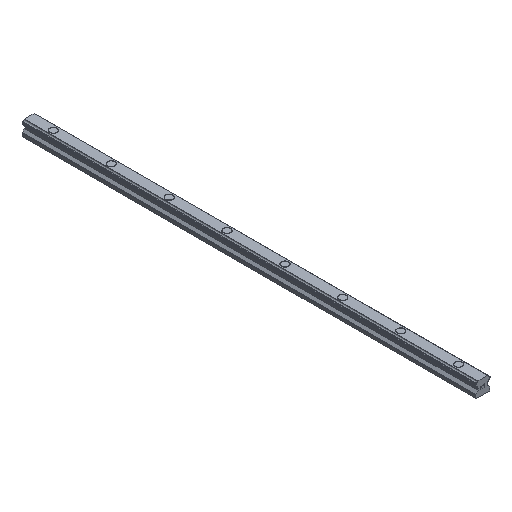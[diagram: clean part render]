
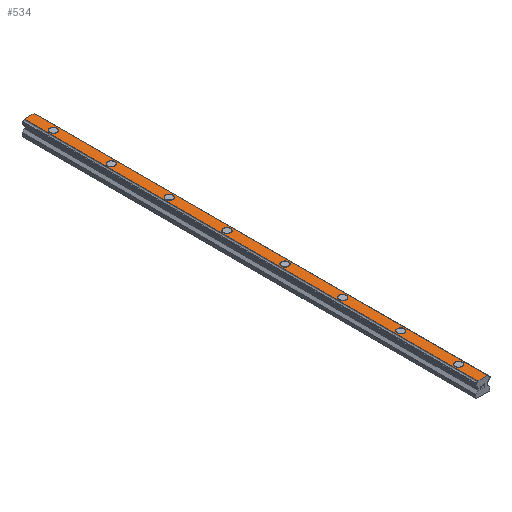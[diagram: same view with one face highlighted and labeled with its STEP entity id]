
A CAD part, isometric view. The second image highlights one B-rep face of the part: STEP entity #534.
In plain terms, the highlighted planar face has unit normal (0, 0, 1).
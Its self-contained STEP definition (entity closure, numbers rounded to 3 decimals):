
#534=ADVANCED_FACE('',(#1099,#1100,#1101,#1102,#1103,#1104,#1105,#1106,#1107),#1108,.T.);
#1099=FACE_BOUND('',#1696,.T.);
#1100=FACE_BOUND('',#1697,.T.);
#1101=FACE_BOUND('',#1698,.T.);
#1102=FACE_BOUND('',#1699,.T.);
#1103=FACE_BOUND('',#1700,.T.);
#1104=FACE_BOUND('',#1701,.T.);
#1105=FACE_BOUND('',#1702,.T.);
#1106=FACE_BOUND('',#1703,.T.);
#1107=FACE_OUTER_BOUND('',#1704,.T.);
#1108=PLANE('',#1705);
#1696=EDGE_LOOP('',(#3242,#3243));
#1697=EDGE_LOOP('',(#3244,#3245));
#1698=EDGE_LOOP('',(#3246,#3247));
#1699=EDGE_LOOP('',(#3248,#3249));
#1700=EDGE_LOOP('',(#3250,#3251));
#1701=EDGE_LOOP('',(#3252,#3253));
#1702=EDGE_LOOP('',(#3254,#3255));
#1703=EDGE_LOOP('',(#3256,#3257));
#1704=EDGE_LOOP('',(#3258,#3259,#3260,#3261));
#1705=AXIS2_PLACEMENT_3D('',#3262,#3263,#3264);
#3242=ORIENTED_EDGE('',*,*,#3559,.T.);
#3243=ORIENTED_EDGE('',*,*,#3993,.T.);
#3244=ORIENTED_EDGE('',*,*,#3549,.T.);
#3245=ORIENTED_EDGE('',*,*,#3999,.T.);
#3246=ORIENTED_EDGE('',*,*,#3539,.T.);
#3247=ORIENTED_EDGE('',*,*,#4005,.T.);
#3248=ORIENTED_EDGE('',*,*,#3529,.T.);
#3249=ORIENTED_EDGE('',*,*,#4011,.T.);
#3250=ORIENTED_EDGE('',*,*,#3519,.T.);
#3251=ORIENTED_EDGE('',*,*,#4017,.T.);
#3252=ORIENTED_EDGE('',*,*,#3509,.T.);
#3253=ORIENTED_EDGE('',*,*,#4023,.T.);
#3254=ORIENTED_EDGE('',*,*,#3499,.T.);
#3255=ORIENTED_EDGE('',*,*,#4029,.T.);
#3256=ORIENTED_EDGE('',*,*,#3489,.T.);
#3257=ORIENTED_EDGE('',*,*,#4035,.T.);
#3258=ORIENTED_EDGE('',*,*,#3968,.T.);
#3259=ORIENTED_EDGE('',*,*,#4090,.F.);
#3260=ORIENTED_EDGE('',*,*,#3830,.T.);
#3261=ORIENTED_EDGE('',*,*,#4088,.T.);
#3262=CARTESIAN_POINT('',(0.,470.0,15.));
#3263=DIRECTION('',(0.0,0.0,1.0));
#3264=DIRECTION('',(-1.0,0.0,0.0));
#3489=EDGE_CURVE('',#4154,#4151,#4155,.T.);
#3499=EDGE_CURVE('',#4172,#4169,#4173,.T.);
#3509=EDGE_CURVE('',#4190,#4187,#4191,.T.);
#3519=EDGE_CURVE('',#4208,#4205,#4209,.T.);
#3529=EDGE_CURVE('',#4226,#4223,#4227,.T.);
#3539=EDGE_CURVE('',#4244,#4241,#4245,.T.);
#3549=EDGE_CURVE('',#4262,#4259,#4263,.T.);
#3559=EDGE_CURVE('',#4280,#4277,#4281,.T.);
#3830=EDGE_CURVE('',#4687,#4685,#4688,.T.);
#3968=EDGE_CURVE('',#4918,#4916,#4919,.T.);
#3993=EDGE_CURVE('',#4277,#4280,#4966,.T.);
#3999=EDGE_CURVE('',#4259,#4262,#4972,.T.);
#4005=EDGE_CURVE('',#4241,#4244,#4978,.T.);
#4011=EDGE_CURVE('',#4223,#4226,#4984,.T.);
#4017=EDGE_CURVE('',#4205,#4208,#4990,.T.);
#4023=EDGE_CURVE('',#4187,#4190,#4996,.T.);
#4029=EDGE_CURVE('',#4169,#4172,#5002,.T.);
#4035=EDGE_CURVE('',#4151,#4154,#5008,.T.);
#4088=EDGE_CURVE('',#4685,#4918,#5061,.T.);
#4090=EDGE_CURVE('',#4687,#4916,#5063,.T.);
#4151=VERTEX_POINT('',#5126);
#4154=VERTEX_POINT('',#5130);
#4155=CIRCLE('',#5131,3.75);
#4169=VERTEX_POINT('',#5148);
#4172=VERTEX_POINT('',#5152);
#4173=CIRCLE('',#5153,3.75);
#4187=VERTEX_POINT('',#5170);
#4190=VERTEX_POINT('',#5174);
#4191=CIRCLE('',#5175,3.75);
#4205=VERTEX_POINT('',#5192);
#4208=VERTEX_POINT('',#5196);
#4209=CIRCLE('',#5197,3.75);
#4223=VERTEX_POINT('',#5214);
#4226=VERTEX_POINT('',#5218);
#4227=CIRCLE('',#5219,3.75);
#4241=VERTEX_POINT('',#5236);
#4244=VERTEX_POINT('',#5240);
#4245=CIRCLE('',#5241,3.75);
#4259=VERTEX_POINT('',#5258);
#4262=VERTEX_POINT('',#5262);
#4263=CIRCLE('',#5263,3.75);
#4277=VERTEX_POINT('',#5280);
#4280=VERTEX_POINT('',#5284);
#4281=CIRCLE('',#5285,3.75);
#4685=VERTEX_POINT('',#5831);
#4687=VERTEX_POINT('',#5834);
#4688=LINE('',#5835,#5836);
#4916=VERTEX_POINT('',#6150);
#4918=VERTEX_POINT('',#6153);
#4919=LINE('',#6154,#6155);
#4966=CIRCLE('',#6212,3.75);
#4972=CIRCLE('',#6218,3.75);
#4978=CIRCLE('',#6224,3.75);
#4984=CIRCLE('',#6230,3.75);
#4990=CIRCLE('',#6236,3.75);
#4996=CIRCLE('',#6242,3.75);
#5002=CIRCLE('',#6248,3.75);
#5008=CIRCLE('',#6254,3.75);
#5061=LINE('',#6331,#6332);
#5063=LINE('',#6334,#6335);
#5126=CARTESIAN_POINT('',(3.75,25.0,15.));
#5130=CARTESIAN_POINT('',(-3.75,25.0,15.));
#5131=AXIS2_PLACEMENT_3D('',#6419,#6420,#6421);
#5148=CARTESIAN_POINT('',(3.75,85.0,15.));
#5152=CARTESIAN_POINT('',(-3.75,85.0,15.));
#5153=AXIS2_PLACEMENT_3D('',#6435,#6436,#6437);
#5170=CARTESIAN_POINT('',(3.75,145.0,15.));
#5174=CARTESIAN_POINT('',(-3.75,145.0,15.));
#5175=AXIS2_PLACEMENT_3D('',#6451,#6452,#6453);
#5192=CARTESIAN_POINT('',(3.75,205.0,15.));
#5196=CARTESIAN_POINT('',(-3.75,205.0,15.));
#5197=AXIS2_PLACEMENT_3D('',#6467,#6468,#6469);
#5214=CARTESIAN_POINT('',(3.75,265.0,15.));
#5218=CARTESIAN_POINT('',(-3.75,265.0,15.));
#5219=AXIS2_PLACEMENT_3D('',#6483,#6484,#6485);
#5236=CARTESIAN_POINT('',(3.75,325.0,15.));
#5240=CARTESIAN_POINT('',(-3.75,325.0,15.));
#5241=AXIS2_PLACEMENT_3D('',#6499,#6500,#6501);
#5258=CARTESIAN_POINT('',(3.75,385.0,15.));
#5262=CARTESIAN_POINT('',(-3.75,385.0,15.));
#5263=AXIS2_PLACEMENT_3D('',#6515,#6516,#6517);
#5280=CARTESIAN_POINT('',(3.75,445.0,15.));
#5284=CARTESIAN_POINT('',(-3.75,445.0,15.));
#5285=AXIS2_PLACEMENT_3D('',#6531,#6532,#6533);
#5831=CARTESIAN_POINT('',(-5.049,470.0,15.));
#5834=CARTESIAN_POINT('',(5.049,470.0,15.));
#5835=CARTESIAN_POINT('',(5.049,470.0,15.));
#5836=VECTOR('',#6839,1.0);
#6150=CARTESIAN_POINT('',(5.049,0.0,15.));
#6153=CARTESIAN_POINT('',(-5.049,0.0,15.));
#6154=CARTESIAN_POINT('',(5.049,0.0,15.));
#6155=VECTOR('',#7005,1.0);
#6212=AXIS2_PLACEMENT_3D('',#7055,#7056,#7057);
#6218=AXIS2_PLACEMENT_3D('',#7064,#7065,#7066);
#6224=AXIS2_PLACEMENT_3D('',#7073,#7074,#7075);
#6230=AXIS2_PLACEMENT_3D('',#7082,#7083,#7084);
#6236=AXIS2_PLACEMENT_3D('',#7091,#7092,#7093);
#6242=AXIS2_PLACEMENT_3D('',#7100,#7101,#7102);
#6248=AXIS2_PLACEMENT_3D('',#7109,#7110,#7111);
#6254=AXIS2_PLACEMENT_3D('',#7118,#7119,#7120);
#6331=CARTESIAN_POINT('',(-5.049,470.0,15.));
#6332=VECTOR('',#7151,1.0);
#6334=CARTESIAN_POINT('',(5.049,470.0,15.));
#6335=VECTOR('',#7152,1.0);
#6419=CARTESIAN_POINT('',(0.0,25.0,15.));
#6420=DIRECTION('',(0.0,0.0,-1.0));
#6421=DIRECTION('',(1.0,0.0,0.0));
#6435=CARTESIAN_POINT('',(0.0,85.0,15.));
#6436=DIRECTION('',(0.0,0.0,-1.0));
#6437=DIRECTION('',(1.0,0.0,0.0));
#6451=CARTESIAN_POINT('',(0.0,145.0,15.));
#6452=DIRECTION('',(0.0,0.0,-1.0));
#6453=DIRECTION('',(1.0,0.0,0.0));
#6467=CARTESIAN_POINT('',(0.0,205.0,15.));
#6468=DIRECTION('',(0.0,0.0,-1.0));
#6469=DIRECTION('',(1.0,0.0,0.0));
#6483=CARTESIAN_POINT('',(0.0,265.0,15.));
#6484=DIRECTION('',(0.0,0.0,-1.0));
#6485=DIRECTION('',(1.0,0.0,0.0));
#6499=CARTESIAN_POINT('',(0.0,325.0,15.));
#6500=DIRECTION('',(0.0,0.0,-1.0));
#6501=DIRECTION('',(1.0,0.0,0.0));
#6515=CARTESIAN_POINT('',(0.0,385.0,15.));
#6516=DIRECTION('',(0.0,0.0,-1.0));
#6517=DIRECTION('',(1.0,0.0,0.0));
#6531=CARTESIAN_POINT('',(0.0,445.0,15.));
#6532=DIRECTION('',(0.0,0.0,-1.0));
#6533=DIRECTION('',(1.0,0.0,0.0));
#6839=DIRECTION('',(-1.0,0.0,0.0));
#7005=DIRECTION('',(1.0,0.0,0.0));
#7055=CARTESIAN_POINT('',(0.0,445.0,15.));
#7056=DIRECTION('',(0.0,0.0,-1.0));
#7057=DIRECTION('',(1.0,0.0,0.0));
#7064=CARTESIAN_POINT('',(0.0,385.0,15.));
#7065=DIRECTION('',(0.0,0.0,-1.0));
#7066=DIRECTION('',(1.0,0.0,0.0));
#7073=CARTESIAN_POINT('',(0.0,325.0,15.));
#7074=DIRECTION('',(0.0,0.0,-1.0));
#7075=DIRECTION('',(1.0,0.0,0.0));
#7082=CARTESIAN_POINT('',(0.0,265.0,15.));
#7083=DIRECTION('',(0.0,0.0,-1.0));
#7084=DIRECTION('',(1.0,0.0,0.0));
#7091=CARTESIAN_POINT('',(0.0,205.0,15.));
#7092=DIRECTION('',(0.0,0.0,-1.0));
#7093=DIRECTION('',(1.0,0.0,0.0));
#7100=CARTESIAN_POINT('',(0.0,145.0,15.));
#7101=DIRECTION('',(0.0,0.0,-1.0));
#7102=DIRECTION('',(1.0,0.0,0.0));
#7109=CARTESIAN_POINT('',(0.0,85.0,15.));
#7110=DIRECTION('',(0.0,0.0,-1.0));
#7111=DIRECTION('',(1.0,0.0,0.0));
#7118=CARTESIAN_POINT('',(0.0,25.0,15.));
#7119=DIRECTION('',(0.0,0.0,-1.0));
#7120=DIRECTION('',(1.0,0.0,0.0));
#7151=DIRECTION('',(0.0,-1.0,0.0));
#7152=DIRECTION('',(0.0,-1.0,0.0));
